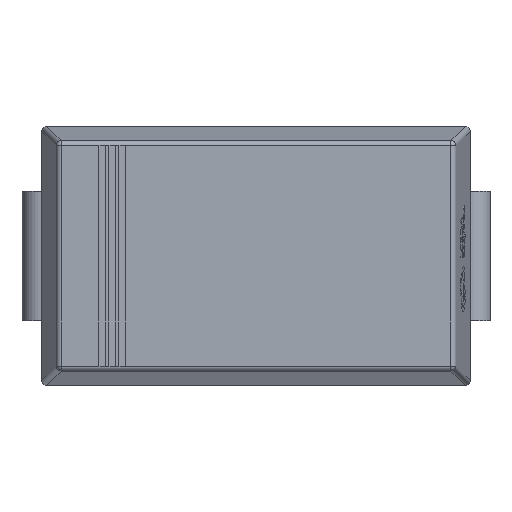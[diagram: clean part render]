
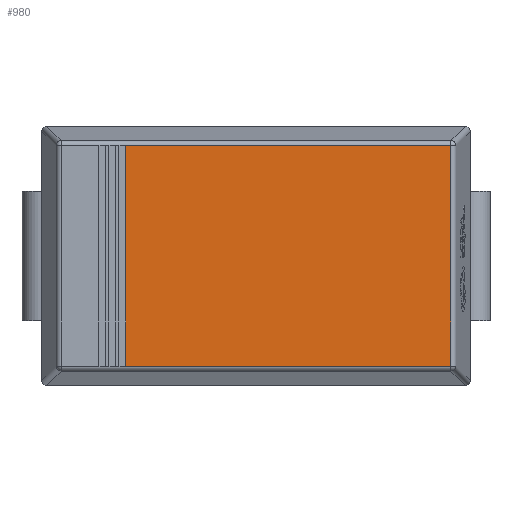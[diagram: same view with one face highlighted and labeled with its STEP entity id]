
A CAD part, top view. The second image highlights one B-rep face of the part: STEP entity #980.
In plain terms, the highlighted planar face has unit normal (0, 0, 1).
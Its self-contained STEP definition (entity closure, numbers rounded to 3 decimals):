
#311 = AXIS2_PLACEMENT_3D ( 'NONE', #7769, #6573, #12725 ) ;
#461 = ORIENTED_EDGE ( 'NONE', *, *, #6904, .F. ) ;
#980 = ADVANCED_FACE ( 'NONE', ( #9760 ), #3348, .F. ) ;
#1094 = CARTESIAN_POINT ( 'NONE',  ( -1.309, 1.108, 2. ) ) ;
#1904 = DIRECTION ( 'NONE',  ( 0., 1., 0. ) ) ;
#1906 = VECTOR ( 'NONE', #11166, 1000. ) ;
#2372 = CARTESIAN_POINT ( 'NONE',  ( 2., -1.108, 2. ) ) ;
#2383 = EDGE_CURVE ( 'NONE', #10179, #11144, #3917, .T. ) ;
#2871 = VECTOR ( 'NONE', #1904, 1000. ) ;
#2892 = CARTESIAN_POINT ( 'NONE',  ( 1.958, 1.15, 2. ) ) ;
#3348 = PLANE ( 'NONE',  #311 ) ;
#3791 = CARTESIAN_POINT ( 'NONE',  ( 1.958, 1.108, 2. ) ) ;
#3917 = LINE ( 'NONE', #7747, #1906 ) ;
#5656 = LINE ( 'NONE', #1094, #10132 ) ;
#6091 = DIRECTION ( 'NONE',  ( 1., 0., 0. ) ) ;
#6573 = DIRECTION ( 'NONE',  ( 0., 0., -1. ) ) ;
#6904 = EDGE_CURVE ( 'NONE', #10550, #11144, #5656, .T. ) ;
#7747 = CARTESIAN_POINT ( 'NONE',  ( -2., 1.108, 2. ) ) ;
#7769 = CARTESIAN_POINT ( 'NONE',  ( 0., 0., 2. ) ) ;
#9096 = LINE ( 'NONE', #2892, #2871 ) ;
#9290 = CARTESIAN_POINT ( 'NONE',  ( -1.309, -1.108, 2. ) ) ;
#9351 = CARTESIAN_POINT ( 'NONE',  ( 1.958, -1.108, 2. ) ) ;
#9606 = EDGE_CURVE ( 'NONE', #10550, #13163, #13452, .T. ) ;
#9760 = FACE_OUTER_BOUND ( 'NONE', #14150, .T. ) ;
#9966 = CARTESIAN_POINT ( 'NONE',  ( -1.309, 1.108, 2. ) ) ;
#10132 = VECTOR ( 'NONE', #11848, 1000. ) ;
#10179 = VERTEX_POINT ( 'NONE', #3791 ) ;
#10550 = VERTEX_POINT ( 'NONE', #9290 ) ;
#11144 = VERTEX_POINT ( 'NONE', #9966 ) ;
#11166 = DIRECTION ( 'NONE',  ( -1., 0., 0. ) ) ;
#11848 = DIRECTION ( 'NONE',  ( 0., 1., 0. ) ) ;
#11929 = ORIENTED_EDGE ( 'NONE', *, *, #13134, .T. ) ;
#12000 = ORIENTED_EDGE ( 'NONE', *, *, #2383, .T. ) ;
#12398 = ORIENTED_EDGE ( 'NONE', *, *, #9606, .T. ) ;
#12725 = DIRECTION ( 'NONE',  ( -1., 0., 0. ) ) ;
#13134 = EDGE_CURVE ( 'NONE', #13163, #10179, #9096, .T. ) ;
#13163 = VERTEX_POINT ( 'NONE', #9351 ) ;
#13452 = LINE ( 'NONE', #2372, #14034 ) ;
#14034 = VECTOR ( 'NONE', #6091, 1000. ) ;
#14150 = EDGE_LOOP ( 'NONE', ( #12000, #461, #12398, #11929 ) ) ;
